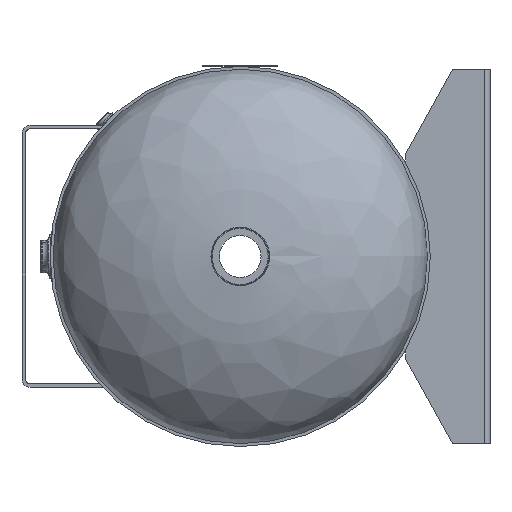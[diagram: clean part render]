
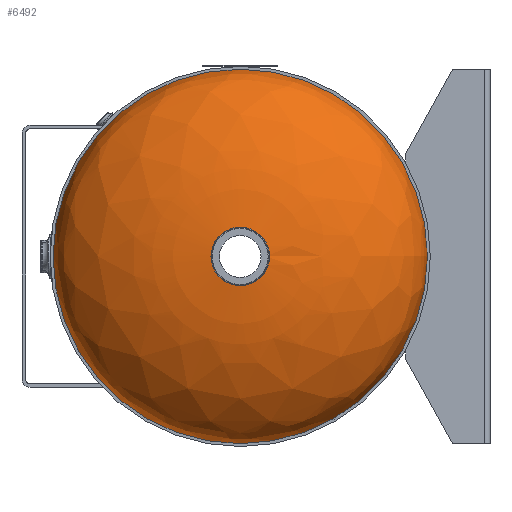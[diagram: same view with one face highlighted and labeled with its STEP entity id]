
A CAD part, left-side view. The second image highlights one B-rep face of the part: STEP entity #6492.
In plain terms, the highlighted free-form (B-spline) face has degree [2, 2] with [3, 9] control points.
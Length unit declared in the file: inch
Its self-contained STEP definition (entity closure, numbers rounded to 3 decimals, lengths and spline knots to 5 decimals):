
#116=ELLIPSE('',#7087,10.,5.062);
#118=(
BOUNDED_SURFACE()
B_SPLINE_SURFACE(2,2,((#10923,#10924,#10925,#10926,#10927,#10928,#10929,
#10930,#10931),(#10932,#10933,#10934,#10935,#10936,#10937,#10938,#10939,
#10940),(#10941,#10942,#10943,#10944,#10945,#10946,#10947,#10948,#10949)),
 .UNSPECIFIED.,.F.,.T.,.F.)
B_SPLINE_SURFACE_WITH_KNOTS((3,3),(3,2,2,2,3),(-3.14159,-1.5708),
(0.,1.5708,3.14159,4.71239,6.28319),
 .UNSPECIFIED.)
GEOMETRIC_REPRESENTATION_ITEM()
RATIONAL_B_SPLINE_SURFACE(((1.,0.707,1.,0.707,1.,
0.707,1.,0.707,1.),(0.707,0.5,0.707,
0.5,0.707,0.5,0.707,0.5,0.707),(1.,
0.707,1.,0.707,1.,0.707,1.,0.707,
1.)))
REPRESENTATION_ITEM('')
SURFACE()
);
#319=CIRCLE('',#7088,10.);
#320=CIRCLE('',#7089,10.);
#776=FACE_OUTER_BOUND('',#1139,.T.);
#1139=EDGE_LOOP('',(#4599,#4600,#4601,#4602,#4603));
#2815=B_SPLINE_CURVE_WITH_KNOTS('',3,(#10592,#10593,#10594,#10595,#10596,
#10597,#10598,#10599,#10600,#10601,#10602,#10603,#10604,#10605,#10606,#10607,
#10608,#10609,#10610,#10611,#10612,#10613,#10614,#10615,#10616,#10617,#10618,
#10619,#10620,#10621,#10622,#10623,#10624,#10625,#10626,#10627),
 .UNSPECIFIED.,.T.,.F.,(4,2,2,2,2,2,2,2,2,2,2,2,2,2,2,2,2,4),(-21.5096,
-20.75469,-19.99978,-18.66646,-17.33314,
-15.99982,-14.6665,-13.33318,-11.99987,
-10.66655,-9.33323,-7.99991,-6.66659,
-5.33327,-3.99996,-2.66664,-1.33332,
0.),.UNSPECIFIED.);
#2919=VERTEX_POINT('',#10590);
#2925=VERTEX_POINT('',#10950);
#2926=VERTEX_POINT('',#10952);
#3583=EDGE_CURVE('',#2919,#2919,#2815,.T.);
#3591=EDGE_CURVE('',#2919,#2925,#116,.T.);
#3592=EDGE_CURVE('',#2926,#2925,#319,.T.);
#3593=EDGE_CURVE('',#2925,#2926,#320,.T.);
#4599=ORIENTED_EDGE('',*,*,#3583,.T.);
#4600=ORIENTED_EDGE('',*,*,#3591,.T.);
#4601=ORIENTED_EDGE('',*,*,#3592,.F.);
#4602=ORIENTED_EDGE('',*,*,#3593,.F.);
#4603=ORIENTED_EDGE('',*,*,#3591,.F.);
#6492=ADVANCED_FACE('',(#776),#118,.T.);
#7087=AXIS2_PLACEMENT_3D('',#10951,#7728,#7729);
#7088=AXIS2_PLACEMENT_3D('',#10953,#7730,#7731);
#7089=AXIS2_PLACEMENT_3D('',#10954,#7732,#7733);
#7728=DIRECTION('center_axis',(0.,-1.,0.));
#7729=DIRECTION('ref_axis',(1.,0.,0.));
#7730=DIRECTION('center_axis',(0.,0.,
-1.));
#7731=DIRECTION('ref_axis',(-1.,0.,0.));
#7732=DIRECTION('center_axis',(0.,0.,
-1.));
#7733=DIRECTION('ref_axis',(-1.,0.,0.));
#10590=CARTESIAN_POINT('',(-1.34375,0.,6.26709));
#10592=CARTESIAN_POINT('Ctrl Pts',(-1.34375,0.,6.26709));
#10593=CARTESIAN_POINT('Ctrl Pts',(-1.34375,0.09907,6.26709));
#10594=CARTESIAN_POINT('Ctrl Pts',(-1.33279,0.19784,6.26709));
#10595=CARTESIAN_POINT('Ctrl Pts',(-1.28937,0.39116,
6.26709));
#10596=CARTESIAN_POINT('Ctrl Pts',(-1.25703,0.48512,
6.26709));
#10597=CARTESIAN_POINT('Ctrl Pts',(-1.13983,0.73284,
6.26709));
#10598=CARTESIAN_POINT('Ctrl Pts',(-1.03482,0.87488,
6.26709));
#10599=CARTESIAN_POINT('Ctrl Pts',(-0.77627,1.11071,
6.26709));
#10600=CARTESIAN_POINT('Ctrl Pts',(-0.6252,1.20225,6.26709));
#10601=CARTESIAN_POINT('Ctrl Pts',(-0.29647,1.32227,
6.26709));
#10602=CARTESIAN_POINT('Ctrl Pts',(-0.12195,1.3496,
6.26709));
#10603=CARTESIAN_POINT('Ctrl Pts',(0.22773,1.33582,6.26709));
#10604=CARTESIAN_POINT('Ctrl Pts',(0.39955,1.29485,6.26709));
#10605=CARTESIAN_POINT('Ctrl Pts',(0.71782,1.14935,6.26709));
#10606=CARTESIAN_POINT('Ctrl Pts',(0.86123,1.04621,6.26709));
#10607=CARTESIAN_POINT('Ctrl Pts',(1.10043,0.79078,6.26709));
#10608=CARTESIAN_POINT('Ctrl Pts',(1.19394,0.64092,6.26709));
#10609=CARTESIAN_POINT('Ctrl Pts',(1.31826,0.31379,6.26709));
#10610=CARTESIAN_POINT('Ctrl Pts',(1.34788,0.13965,6.26709));
#10611=CARTESIAN_POINT('Ctrl Pts',(1.3387,-0.21018,
6.26709));
#10612=CARTESIAN_POINT('Ctrl Pts',(1.29998,-0.38253,
6.26709));
#10613=CARTESIAN_POINT('Ctrl Pts',(1.15867,-0.70268,
6.26709));
#10614=CARTESIAN_POINT('Ctrl Pts',(1.05743,-0.84743,
6.26709));
#10615=CARTESIAN_POINT('Ctrl Pts',(0.80515,-1.08996,6.26709));
#10616=CARTESIAN_POINT('Ctrl Pts',(0.65653,-1.18543,
6.26709));
#10617=CARTESIAN_POINT('Ctrl Pts',(0.33106,-1.31403,
6.26709));
#10618=CARTESIAN_POINT('Ctrl Pts',(0.15733,-1.34593,
6.26709));
#10619=CARTESIAN_POINT('Ctrl Pts',(-0.19259,-1.34134,
6.26709));
#10620=CARTESIAN_POINT('Ctrl Pts',(-0.36543,-1.30489,
6.26709));
#10621=CARTESIAN_POINT('Ctrl Pts',(-0.68741,-1.16779,
6.26709));
#10622=CARTESIAN_POINT('Ctrl Pts',(-0.83348,-1.06846,
6.26709));
#10623=CARTESIAN_POINT('Ctrl Pts',(-1.0793,-0.81938,
6.26709));
#10624=CARTESIAN_POINT('Ctrl Pts',(-1.17671,-0.67203,
6.26709));
#10625=CARTESIAN_POINT('Ctrl Pts',(-1.30957,-0.34828,
6.26709));
#10626=CARTESIAN_POINT('Ctrl Pts',(-1.34375,-0.17498,6.26709));
#10627=CARTESIAN_POINT('Ctrl Pts',(-1.34375,0.,6.26709));
#10923=CARTESIAN_POINT('Ctrl Pts',(-10.,0.,1.251));
#10924=CARTESIAN_POINT('Ctrl Pts',(-10.,10.,1.251));
#10925=CARTESIAN_POINT('Ctrl Pts',(0.,10.,1.251));
#10926=CARTESIAN_POINT('Ctrl Pts',(10.,10.,1.251));
#10927=CARTESIAN_POINT('Ctrl Pts',(10.,0.,1.251));
#10928=CARTESIAN_POINT('Ctrl Pts',(10.,-10.,1.251));
#10929=CARTESIAN_POINT('Ctrl Pts',(0.,-10.,1.251));
#10930=CARTESIAN_POINT('Ctrl Pts',(-10.,-10.,1.251));
#10931=CARTESIAN_POINT('Ctrl Pts',(-10.,0.,1.251));
#10932=CARTESIAN_POINT('Ctrl Pts',(-10.,0.,
6.313));
#10933=CARTESIAN_POINT('Ctrl Pts',(-10.,10.,6.313));
#10934=CARTESIAN_POINT('Ctrl Pts',(0.,10.,
6.313));
#10935=CARTESIAN_POINT('Ctrl Pts',(10.,10.,6.313));
#10936=CARTESIAN_POINT('Ctrl Pts',(10.,0.,
6.313));
#10937=CARTESIAN_POINT('Ctrl Pts',(10.,-10.,6.313));
#10938=CARTESIAN_POINT('Ctrl Pts',(0.,-10.,6.313));
#10939=CARTESIAN_POINT('Ctrl Pts',(-10.,-10.,6.313));
#10940=CARTESIAN_POINT('Ctrl Pts',(-10.,0.,
6.313));
#10941=CARTESIAN_POINT('Ctrl Pts',(0.,0.,
6.313));
#10942=CARTESIAN_POINT('Ctrl Pts',(0.,0.,
6.313));
#10943=CARTESIAN_POINT('Ctrl Pts',(0.,0.,
6.313));
#10944=CARTESIAN_POINT('Ctrl Pts',(0.,0.,
6.313));
#10945=CARTESIAN_POINT('Ctrl Pts',(0.,0.,
6.313));
#10946=CARTESIAN_POINT('Ctrl Pts',(0.,0.,
6.313));
#10947=CARTESIAN_POINT('Ctrl Pts',(0.,0.,
6.313));
#10948=CARTESIAN_POINT('Ctrl Pts',(0.,0.,
6.313));
#10949=CARTESIAN_POINT('Ctrl Pts',(0.,0.,
6.313));
#10950=CARTESIAN_POINT('',(-10.,0.,1.251));
#10951=CARTESIAN_POINT('Origin',(0.,0.,
1.251));
#10952=CARTESIAN_POINT('',(10.,0.,1.251));
#10953=CARTESIAN_POINT('Origin',(0.,0.,
1.251));
#10954=CARTESIAN_POINT('Origin',(0.,0.,
1.251));
